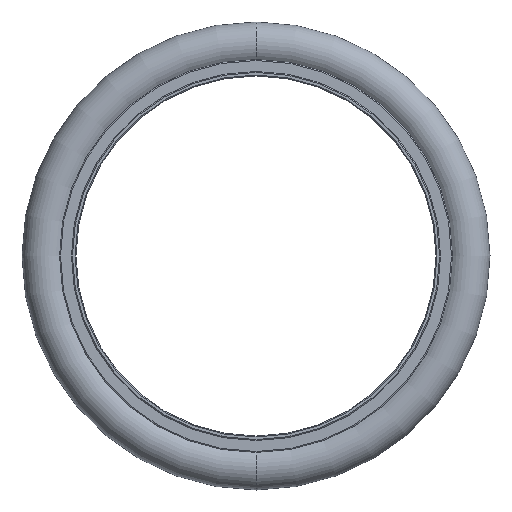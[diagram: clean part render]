
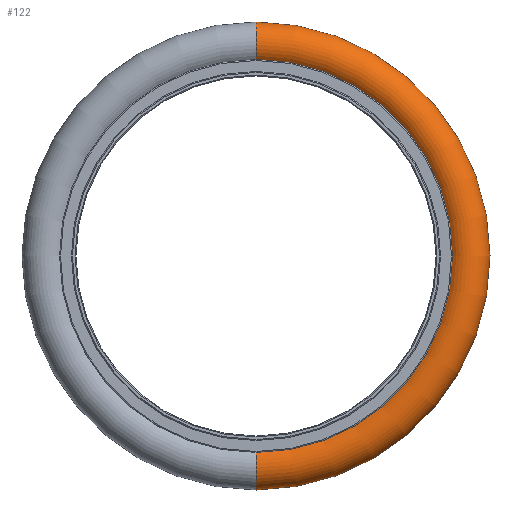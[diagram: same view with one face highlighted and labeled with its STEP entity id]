
A CAD part, front view. The second image highlights one B-rep face of the part: STEP entity #122.
In plain terms, the highlighted toroidal (fillet/blend) face has major radius 23.5 mm and minor radius 2.5 mm.
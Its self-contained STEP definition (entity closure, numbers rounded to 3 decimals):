
#78 = VERTEX_POINT ( 'NONE', #467 ) ;
#79 = VERTEX_POINT ( 'NONE', #489 ) ;
#80 = VERTEX_POINT ( 'NONE', #392 ) ;
#83 = VERTEX_POINT ( 'NONE', #472 ) ;
#106 = EDGE_CURVE ( 'NONE', #78, #83, #512, .T. ) ;
#114 = EDGE_LOOP ( 'NONE', ( #120, #121, #129, #128 ) ) ;
#120 = ORIENTED_EDGE ( 'NONE', *, *, #106, .F. ) ;
#121 = ORIENTED_EDGE ( 'NONE', *, *, #126, .F. ) ;
#122 = ADVANCED_FACE ( 'NONE', ( #478 ), #495, .T. ) ;
#124 = EDGE_CURVE ( 'NONE', #79, #80, #541, .T. ) ;
#125 = EDGE_CURVE ( 'NONE', #80, #83, #500, .T. ) ;
#126 = EDGE_CURVE ( 'NONE', #79, #78, #497, .T. ) ;
#128 = ORIENTED_EDGE ( 'NONE', *, *, #125, .T. ) ;
#129 = ORIENTED_EDGE ( 'NONE', *, *, #124, .T. ) ;
#392 = CARTESIAN_POINT ( 'NONE',  ( 0., 0., -21. ) ) ;
#467 = CARTESIAN_POINT ( 'NONE',  ( 0., 0., 26. ) ) ;
#472 = CARTESIAN_POINT ( 'NONE',  ( 0., 0., -26. ) ) ;
#478 = FACE_OUTER_BOUND ( 'NONE', #114, .T. ) ;
#489 = CARTESIAN_POINT ( 'NONE',  ( 0., 0., 21. ) ) ;
#495 = TOROIDAL_SURFACE ( 'NONE', #499, 23.5, 2.5 ) ;
#497 = CIRCLE ( 'NONE', #503, 2.5 ) ;
#499 = AXIS2_PLACEMENT_3D ( 'NONE', #505, #501, #543 ) ;
#500 = CIRCLE ( 'NONE', #534, 2.5 ) ;
#501 = DIRECTION ( 'NONE',  ( 0., 1., 0. ) ) ;
#503 = AXIS2_PLACEMENT_3D ( 'NONE', #535, #529, #528 ) ;
#505 = CARTESIAN_POINT ( 'NONE',  ( 0., 0., 0. ) ) ;
#508 = DIRECTION ( 'NONE',  ( 0., 0., 1. ) ) ;
#509 = DIRECTION ( 'NONE',  ( 0., 1., 0. ) ) ;
#510 = CARTESIAN_POINT ( 'NONE',  ( 0., 0., 0. ) ) ;
#511 = AXIS2_PLACEMENT_3D ( 'NONE', #510, #509, #508 ) ;
#512 = CIRCLE ( 'NONE', #511, 26. ) ;
#528 = DIRECTION ( 'NONE',  ( 0., 0., 1. ) ) ;
#529 = DIRECTION ( 'NONE',  ( -1., 0., 0. ) ) ;
#531 = DIRECTION ( 'NONE',  ( 0., 0., -1. ) ) ;
#532 = DIRECTION ( 'NONE',  ( 1., 0., 0. ) ) ;
#533 = CARTESIAN_POINT ( 'NONE',  ( 0., 0., -23.5 ) ) ;
#534 = AXIS2_PLACEMENT_3D ( 'NONE', #533, #532, #531 ) ;
#535 = CARTESIAN_POINT ( 'NONE',  ( 0., 0., 23.5 ) ) ;
#538 = DIRECTION ( 'NONE',  ( 0., 0., 1. ) ) ;
#539 = DIRECTION ( 'NONE',  ( 0., 1., 0. ) ) ;
#540 = AXIS2_PLACEMENT_3D ( 'NONE', #544, #539, #538 ) ;
#541 = CIRCLE ( 'NONE', #540, 21. ) ;
#543 = DIRECTION ( 'NONE',  ( 0., 0., 1. ) ) ;
#544 = CARTESIAN_POINT ( 'NONE',  ( 0., 0., 0. ) ) ;
